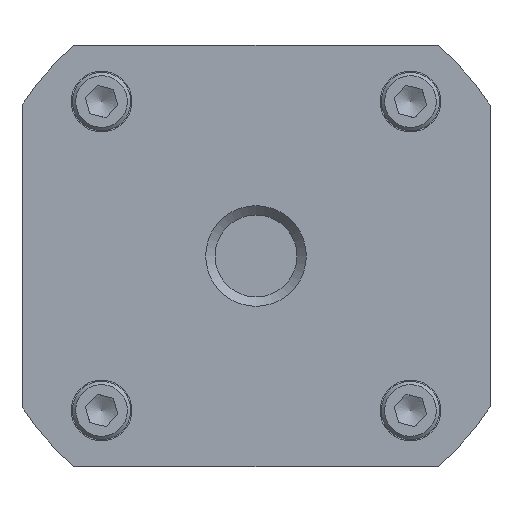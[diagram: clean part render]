
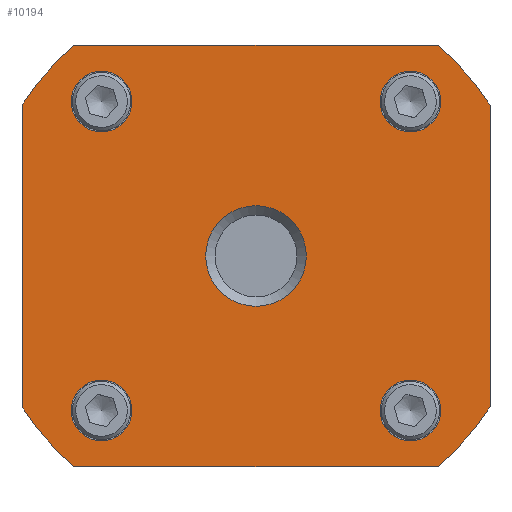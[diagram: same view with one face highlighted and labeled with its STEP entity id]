
A CAD part, front view. The second image highlights one B-rep face of the part: STEP entity #10194.
In plain terms, the highlighted planar face has unit normal (0, -1, 0).
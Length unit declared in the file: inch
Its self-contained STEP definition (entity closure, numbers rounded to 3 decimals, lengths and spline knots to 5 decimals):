
#9591=CARTESIAN_POINT('',(0.97316,0.,1.125));
#9592=VERTEX_POINT('',#9591);
#9601=CARTESIAN_POINT('',(1.25,0.,0.80632));
#9602=VERTEX_POINT('',#9601);
#9603=CARTESIAN_POINT('',(0.0,0.0,0.0));
#9604=DIRECTION('',(0.0,1.0,0.0));
#9605=DIRECTION('',(1.0,0.0,0.0));
#9606=AXIS2_PLACEMENT_3D('',#9603,#9604,#9605);
#9607=CIRCLE('',#9606,1.4875);
#9608=EDGE_CURVE('',#9592,#9602,#9607,.T.);
#9633=CARTESIAN_POINT('',(1.25,0.,-0.80632));
#9634=VERTEX_POINT('',#9633);
#9643=CARTESIAN_POINT('',(0.97316,0.,-1.125));
#9644=VERTEX_POINT('',#9643);
#9645=CARTESIAN_POINT('',(0.0,0.0,0.0));
#9646=DIRECTION('',(0.0,1.0,0.0));
#9647=DIRECTION('',(1.0,0.0,0.0));
#9648=AXIS2_PLACEMENT_3D('',#9645,#9646,#9647);
#9649=CIRCLE('',#9648,1.4875);
#9650=EDGE_CURVE('',#9634,#9644,#9649,.T.);
#9675=CARTESIAN_POINT('',(-0.97316,0.,-1.125));
#9676=VERTEX_POINT('',#9675);
#9685=CARTESIAN_POINT('',(-1.25,0.,-0.80632));
#9686=VERTEX_POINT('',#9685);
#9687=CARTESIAN_POINT('',(0.0,0.0,0.0));
#9688=DIRECTION('',(0.0,1.0,0.0));
#9689=DIRECTION('',(1.0,0.0,0.0));
#9690=AXIS2_PLACEMENT_3D('',#9687,#9688,#9689);
#9691=CIRCLE('',#9690,1.4875);
#9692=EDGE_CURVE('',#9676,#9686,#9691,.T.);
#9717=CARTESIAN_POINT('',(-1.25,0.,0.80632));
#9718=VERTEX_POINT('',#9717);
#9727=CARTESIAN_POINT('',(-0.97316,0.,1.125));
#9728=VERTEX_POINT('',#9727);
#9729=CARTESIAN_POINT('',(0.0,0.0,0.0));
#9730=DIRECTION('',(0.0,1.0,0.0));
#9731=DIRECTION('',(1.0,0.0,0.0));
#9732=AXIS2_PLACEMENT_3D('',#9729,#9730,#9731);
#9733=CIRCLE('',#9732,1.4875);
#9734=EDGE_CURVE('',#9718,#9728,#9733,.T.);
#9760=CARTESIAN_POINT('',(-0.97316,0.,1.125));
#9761=DIRECTION('',(1.0,0.0,0.0));
#9762=VECTOR('',#9761,1.94631);
#9763=LINE('',#9760,#9762);
#9764=EDGE_CURVE('',#9728,#9592,#9763,.T.);
#9819=CARTESIAN_POINT('',(-0.9875,0.,0.825));
#9820=VERTEX_POINT('',#9819);
#9821=CARTESIAN_POINT('',(-0.825,0.,0.825));
#9822=DIRECTION('',(0.0,1.0,0.0));
#9823=DIRECTION('',(-1.0,0.0,0.0));
#9824=AXIS2_PLACEMENT_3D('',#9821,#9822,#9823);
#9825=CIRCLE('',#9824,0.1625);
#9826=EDGE_CURVE('',#9820,#9820,#9825,.T.);
#9868=CARTESIAN_POINT('',(0.6625,0.,0.825));
#9869=VERTEX_POINT('',#9868);
#9870=CARTESIAN_POINT('',(0.825,0.,0.825));
#9871=DIRECTION('',(0.0,1.0,0.0));
#9872=DIRECTION('',(-1.0,0.0,0.0));
#9873=AXIS2_PLACEMENT_3D('',#9870,#9871,#9872);
#9874=CIRCLE('',#9873,0.1625);
#9875=EDGE_CURVE('',#9869,#9869,#9874,.T.);
#9917=CARTESIAN_POINT('',(-0.9875,0.,-0.825));
#9918=VERTEX_POINT('',#9917);
#9919=CARTESIAN_POINT('',(-0.825,0.,-0.825));
#9920=DIRECTION('',(0.0,1.0,0.0));
#9921=DIRECTION('',(-1.0,0.0,0.0));
#9922=AXIS2_PLACEMENT_3D('',#9919,#9920,#9921);
#9923=CIRCLE('',#9922,0.1625);
#9924=EDGE_CURVE('',#9918,#9918,#9923,.T.);
#9958=CARTESIAN_POINT('',(0.6625,0.,-0.825));
#9959=VERTEX_POINT('',#9958);
#9960=CARTESIAN_POINT('',(0.825,0.,-0.825));
#9961=DIRECTION('',(0.0,1.0,0.0));
#9962=DIRECTION('',(-1.0,0.0,0.0));
#9963=AXIS2_PLACEMENT_3D('',#9960,#9961,#9962);
#9964=CIRCLE('',#9963,0.1625);
#9965=EDGE_CURVE('',#9959,#9959,#9964,.T.);
#9979=CARTESIAN_POINT('',(1.25,0.,0.80632));
#9980=DIRECTION('',(0.0,0.0,-1.0));
#9981=VECTOR('',#9980,1.61265);
#9982=LINE('',#9979,#9981);
#9983=EDGE_CURVE('',#9602,#9634,#9982,.T.);
#10044=CARTESIAN_POINT('',(-1.25,0.,-0.80632));
#10045=DIRECTION('',(0.0,0.0,1.0));
#10046=VECTOR('',#10045,1.61265);
#10047=LINE('',#10044,#10046);
#10048=EDGE_CURVE('',#9686,#9718,#10047,.T.);
#10109=CARTESIAN_POINT('',(0.97316,0.,-1.125));
#10110=DIRECTION('',(-1.0,0.0,0.0));
#10111=VECTOR('',#10110,1.94631);
#10112=LINE('',#10109,#10111);
#10113=EDGE_CURVE('',#9644,#9676,#10112,.T.);
#10156=CARTESIAN_POINT('',(0.,0.,0.));
#10157=DIRECTION('',(0.0,1.0,0.0));
#10158=DIRECTION('',(0.0,0.0,-1.0));
#10159=AXIS2_PLACEMENT_3D('',#10156,#10157,#10158);
#10160=PLANE('',#10159);
#10161=ORIENTED_EDGE('',*,*,#9608,.F.);
#10162=ORIENTED_EDGE('',*,*,#9764,.F.);
#10163=ORIENTED_EDGE('',*,*,#9734,.F.);
#10164=ORIENTED_EDGE('',*,*,#10048,.F.);
#10165=ORIENTED_EDGE('',*,*,#9692,.F.);
#10166=ORIENTED_EDGE('',*,*,#10113,.F.);
#10167=ORIENTED_EDGE('',*,*,#9650,.F.);
#10168=ORIENTED_EDGE('',*,*,#9983,.F.);
#10169=EDGE_LOOP('',(#10161,#10162,#10163,#10164,#10165,#10166,#10167,#10168));
#10170=FACE_OUTER_BOUND('',#10169,.T.);
#10171=ORIENTED_EDGE('',*,*,#9826,.T.);
#10172=EDGE_LOOP('',(#10171));
#10173=FACE_BOUND('',#10172,.T.);
#10174=ORIENTED_EDGE('',*,*,#9875,.T.);
#10175=EDGE_LOOP('',(#10174));
#10176=FACE_BOUND('',#10175,.T.);
#10177=ORIENTED_EDGE('',*,*,#9924,.T.);
#10178=EDGE_LOOP('',(#10177));
#10179=FACE_BOUND('',#10178,.T.);
#10180=ORIENTED_EDGE('',*,*,#9965,.T.);
#10181=EDGE_LOOP('',(#10180));
#10182=FACE_BOUND('',#10181,.T.);
#10183=CARTESIAN_POINT('',(-0.26875,0.,0.));
#10184=VERTEX_POINT('',#10183);
#10185=CARTESIAN_POINT('',(0.0,0.0,0.0));
#10186=DIRECTION('',(0.0,-1.0,0.0));
#10187=DIRECTION('',(1.0,0.0,0.0));
#10188=AXIS2_PLACEMENT_3D('',#10185,#10186,#10187);
#10189=CIRCLE('',#10188,0.26875);
#10190=EDGE_CURVE('',#10184,#10184,#10189,.T.);
#10191=ORIENTED_EDGE('',*,*,#10190,.F.);
#10192=EDGE_LOOP('',(#10191));
#10193=FACE_BOUND('',#10192,.T.);
#10194=ADVANCED_FACE('',(#10170,#10173,#10176,#10179,#10182,#10193),#10160,.F.);
